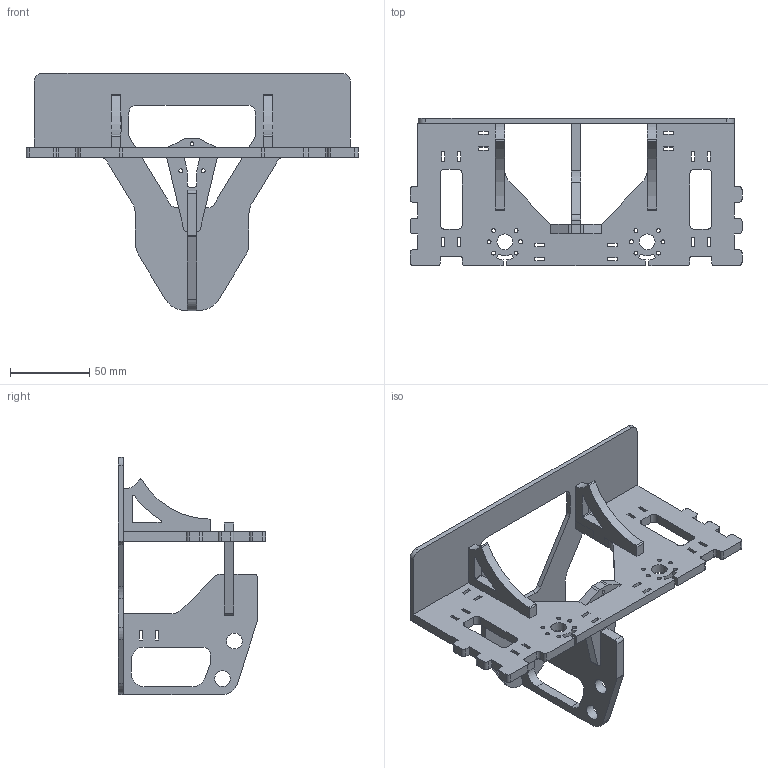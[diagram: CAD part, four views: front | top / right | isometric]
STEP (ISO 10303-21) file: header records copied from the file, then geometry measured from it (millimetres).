
FILE_DESCRIPTION(/* description */ (''),/* implementation_level */ '2;1');
FILE_NAME(/* name */ 'Main Structure.stp',/* time_stamp */ '2015-09-22T16:05:00-07:00',/* author */ ('Evil Brian'),/* organization */ (''),/* preprocessor_version */ 'ST-DEVELOPER v16.1',/* originating_system */ 'Autodesk Inventor 2016',/* authorisation */ '');
FILE_SCHEMA (('AUTOMOTIVE_DESIGN { 1 0 10303 214 3 1 1 }'));
Products named in the file (6): Bulkhead; Handle; Harness Pusher Final; Top Plate; Vert Moto Mount; Main Structure
Assembly tree (6 placements, depth 2):
  Main Structure
    Bulkhead
    Handle
    Harness Pusher Final  x2
    Top Plate
    Vert Moto Mount
Bounding box: 210 x 93 x 150 mm (x, y, z)
Volume: 146355 mm3; surface area: 82113.8 mm2
Topology: 6 solids, 6 shells, 397 faces, 1155 edges, 770 vertices
Faces by surface type: plane 292, cylinder 105
Full cylindrical faces by diameter (mm): 2.5 x15, 10 x4
Entity records: 12483 total; most frequent: CARTESIAN_POINT 2175, ORIENTED_EDGE 2134, DIRECTION 2029, EDGE_CURVE 1067, LINE 873, VECTOR 873, VERTEX_POINT 724, AXIS2_PLACEMENT_3D 578
